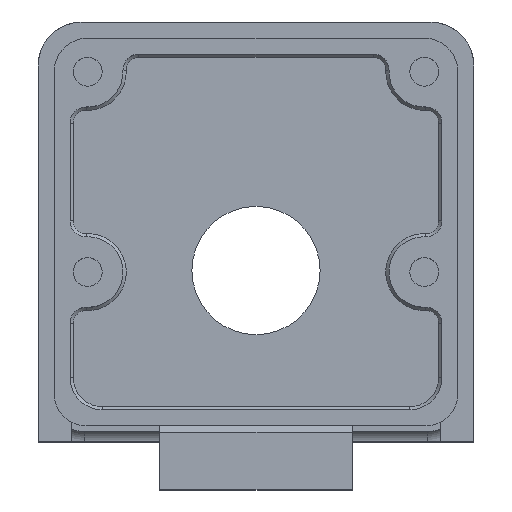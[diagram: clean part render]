
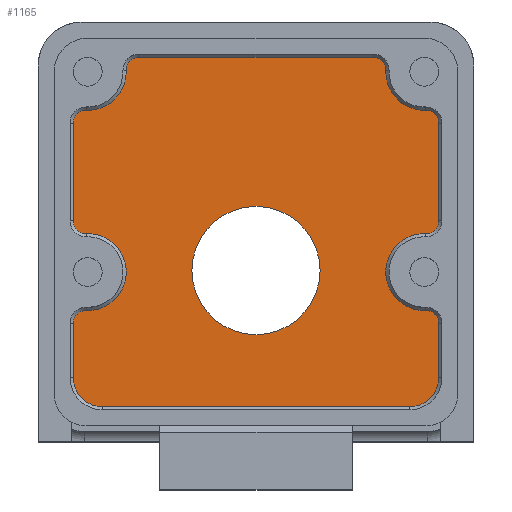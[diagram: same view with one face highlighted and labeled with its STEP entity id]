
A CAD part, top view. The second image highlights one B-rep face of the part: STEP entity #1165.
In plain terms, the highlighted planar face has unit normal (0, 0, 1).
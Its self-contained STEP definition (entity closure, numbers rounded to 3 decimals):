
#497 = VERTEX_POINT('',#498);
#498 = CARTESIAN_POINT('',(9.,42.1,9.5));
#504 = EDGE_CURVE('',#497,#497,#505,.T.);
#505 = CIRCLE('',#506,4.);
#506 = AXIS2_PLACEMENT_3D('',#507,#508,#509);
#507 = CARTESIAN_POINT('',(5.,42.1,9.5));
#508 = DIRECTION('',(0.,0.,1.));
#509 = DIRECTION('',(1.,0.,0.));
#1165 = ADVANCED_FACE('',(#1166,#1342),#1345,.F.);
#1166 = FACE_BOUND('',#1167,.F.);
#1167 = EDGE_LOOP('',(#1168,#1178,#1187,#1196,#1205,#1213,#1222,#1231,
    #1240,#1248,#1257,#1266,#1275,#1283,#1292,#1301,#1310,#1318,#1327,
    #1335));
#1168 = ORIENTED_EDGE('',*,*,#1169,.T.);
#1169 = EDGE_CURVE('',#1170,#1172,#1174,.T.);
#1170 = VERTEX_POINT('',#1171);
#1171 = CARTESIAN_POINT('',(-6.4,35.4,9.5));
#1172 = VERTEX_POINT('',#1173);
#1173 = CARTESIAN_POINT('',(-6.4,38.802,9.5));
#1174 = LINE('',#1175,#1176);
#1175 = CARTESIAN_POINT('',(-6.4,35.4,9.5));
#1176 = VECTOR('',#1177,1.);
#1177 = DIRECTION('',(0.,1.,0.));
#1178 = ORIENTED_EDGE('',*,*,#1179,.T.);
#1179 = EDGE_CURVE('',#1172,#1180,#1182,.T.);
#1180 = VERTEX_POINT('',#1181);
#1181 = CARTESIAN_POINT('',(-5.575,39.601,9.5));
#1182 = CIRCLE('',#1183,0.8);
#1183 = AXIS2_PLACEMENT_3D('',#1184,#1185,#1186);
#1184 = CARTESIAN_POINT('',(-5.6,38.802,9.5));
#1185 = DIRECTION('',(0.,0.,-1.));
#1186 = DIRECTION('',(-1.,0.,0.));
#1187 = ORIENTED_EDGE('',*,*,#1188,.T.);
#1188 = EDGE_CURVE('',#1180,#1189,#1191,.T.);
#1189 = VERTEX_POINT('',#1190);
#1190 = CARTESIAN_POINT('',(-5.575,44.399,9.5));
#1191 = CIRCLE('',#1192,2.4);
#1192 = AXIS2_PLACEMENT_3D('',#1193,#1194,#1195);
#1193 = CARTESIAN_POINT('',(-5.5,42.,9.5));
#1194 = DIRECTION('',(-0.,0.,1.));
#1195 = DIRECTION('',(-0.031,-1.,-0.));
#1196 = ORIENTED_EDGE('',*,*,#1197,.T.);
#1197 = EDGE_CURVE('',#1189,#1198,#1200,.T.);
#1198 = VERTEX_POINT('',#1199);
#1199 = CARTESIAN_POINT('',(-6.4,45.198,9.5));
#1200 = CIRCLE('',#1201,0.8);
#1201 = AXIS2_PLACEMENT_3D('',#1202,#1203,#1204);
#1202 = CARTESIAN_POINT('',(-5.6,45.198,9.5));
#1203 = DIRECTION('',(0.,0.,-1.));
#1204 = DIRECTION('',(0.031,-1.,0.));
#1205 = ORIENTED_EDGE('',*,*,#1206,.T.);
#1206 = EDGE_CURVE('',#1198,#1207,#1209,.T.);
#1207 = VERTEX_POINT('',#1208);
#1208 = CARTESIAN_POINT('',(-6.4,51.302,9.5));
#1209 = LINE('',#1210,#1211);
#1210 = CARTESIAN_POINT('',(-6.4,45.198,9.5));
#1211 = VECTOR('',#1212,1.);
#1212 = DIRECTION('',(0.,1.,0.));
#1213 = ORIENTED_EDGE('',*,*,#1214,.T.);
#1214 = EDGE_CURVE('',#1207,#1215,#1217,.T.);
#1215 = VERTEX_POINT('',#1216);
#1216 = CARTESIAN_POINT('',(-5.575,52.101,9.5));
#1217 = CIRCLE('',#1218,0.8);
#1218 = AXIS2_PLACEMENT_3D('',#1219,#1220,#1221);
#1219 = CARTESIAN_POINT('',(-5.6,51.302,9.5));
#1220 = DIRECTION('',(0.,0.,-1.));
#1221 = DIRECTION('',(-1.,0.,0.));
#1222 = ORIENTED_EDGE('',*,*,#1223,.T.);
#1223 = EDGE_CURVE('',#1215,#1224,#1226,.T.);
#1224 = VERTEX_POINT('',#1225);
#1225 = CARTESIAN_POINT('',(-3.101,54.575,9.5));
#1226 = CIRCLE('',#1227,2.4);
#1227 = AXIS2_PLACEMENT_3D('',#1228,#1229,#1230);
#1228 = CARTESIAN_POINT('',(-5.5,54.5,9.5));
#1229 = DIRECTION('',(-0.,0.,1.));
#1230 = DIRECTION('',(-0.031,-1.,-0.));
#1231 = ORIENTED_EDGE('',*,*,#1232,.T.);
#1232 = EDGE_CURVE('',#1224,#1233,#1235,.T.);
#1233 = VERTEX_POINT('',#1234);
#1234 = CARTESIAN_POINT('',(-2.302,55.4,9.5));
#1235 = CIRCLE('',#1236,0.8);
#1236 = AXIS2_PLACEMENT_3D('',#1237,#1238,#1239);
#1237 = CARTESIAN_POINT('',(-2.302,54.6,9.5));
#1238 = DIRECTION('',(0.,0.,-1.));
#1239 = DIRECTION('',(-1.,-0.031,-0.));
#1240 = ORIENTED_EDGE('',*,*,#1241,.T.);
#1241 = EDGE_CURVE('',#1233,#1242,#1244,.T.);
#1242 = VERTEX_POINT('',#1243);
#1243 = CARTESIAN_POINT('',(12.302,55.4,9.5));
#1244 = LINE('',#1245,#1246);
#1245 = CARTESIAN_POINT('',(-2.302,55.4,9.5));
#1246 = VECTOR('',#1247,1.);
#1247 = DIRECTION('',(1.,0.,0.));
#1248 = ORIENTED_EDGE('',*,*,#1249,.T.);
#1249 = EDGE_CURVE('',#1242,#1250,#1252,.T.);
#1250 = VERTEX_POINT('',#1251);
#1251 = CARTESIAN_POINT('',(13.101,54.575,9.5));
#1252 = CIRCLE('',#1253,0.8);
#1253 = AXIS2_PLACEMENT_3D('',#1254,#1255,#1256);
#1254 = CARTESIAN_POINT('',(12.302,54.6,9.5));
#1255 = DIRECTION('',(0.,0.,-1.));
#1256 = DIRECTION('',(0.,1.,0.));
#1257 = ORIENTED_EDGE('',*,*,#1258,.T.);
#1258 = EDGE_CURVE('',#1250,#1259,#1261,.T.);
#1259 = VERTEX_POINT('',#1260);
#1260 = CARTESIAN_POINT('',(15.575,52.101,9.5));
#1261 = CIRCLE('',#1262,2.4);
#1262 = AXIS2_PLACEMENT_3D('',#1263,#1264,#1265);
#1263 = CARTESIAN_POINT('',(15.5,54.5,9.5));
#1264 = DIRECTION('',(0.,-0.,1.));
#1265 = DIRECTION('',(-1.,0.031,0.));
#1266 = ORIENTED_EDGE('',*,*,#1267,.T.);
#1267 = EDGE_CURVE('',#1259,#1268,#1270,.T.);
#1268 = VERTEX_POINT('',#1269);
#1269 = CARTESIAN_POINT('',(16.4,51.302,9.5));
#1270 = CIRCLE('',#1271,0.8);
#1271 = AXIS2_PLACEMENT_3D('',#1272,#1273,#1274);
#1272 = CARTESIAN_POINT('',(15.6,51.302,9.5));
#1273 = DIRECTION('',(0.,0.,-1.));
#1274 = DIRECTION('',(-0.031,1.,0.));
#1275 = ORIENTED_EDGE('',*,*,#1276,.T.);
#1276 = EDGE_CURVE('',#1268,#1277,#1279,.T.);
#1277 = VERTEX_POINT('',#1278);
#1278 = CARTESIAN_POINT('',(16.4,45.198,9.5));
#1279 = LINE('',#1280,#1281);
#1280 = CARTESIAN_POINT('',(16.4,51.302,9.5));
#1281 = VECTOR('',#1282,1.);
#1282 = DIRECTION('',(0.,-1.,0.));
#1283 = ORIENTED_EDGE('',*,*,#1284,.T.);
#1284 = EDGE_CURVE('',#1277,#1285,#1287,.T.);
#1285 = VERTEX_POINT('',#1286);
#1286 = CARTESIAN_POINT('',(15.575,44.399,9.5));
#1287 = CIRCLE('',#1288,0.8);
#1288 = AXIS2_PLACEMENT_3D('',#1289,#1290,#1291);
#1289 = CARTESIAN_POINT('',(15.6,45.198,9.5));
#1290 = DIRECTION('',(0.,0.,-1.));
#1291 = DIRECTION('',(1.,0.,0.));
#1292 = ORIENTED_EDGE('',*,*,#1293,.T.);
#1293 = EDGE_CURVE('',#1285,#1294,#1296,.T.);
#1294 = VERTEX_POINT('',#1295);
#1295 = CARTESIAN_POINT('',(15.575,39.601,9.5));
#1296 = CIRCLE('',#1297,2.4);
#1297 = AXIS2_PLACEMENT_3D('',#1298,#1299,#1300);
#1298 = CARTESIAN_POINT('',(15.5,42.,9.5));
#1299 = DIRECTION('',(0.,-0.,1.));
#1300 = DIRECTION('',(0.031,1.,0.));
#1301 = ORIENTED_EDGE('',*,*,#1302,.T.);
#1302 = EDGE_CURVE('',#1294,#1303,#1305,.T.);
#1303 = VERTEX_POINT('',#1304);
#1304 = CARTESIAN_POINT('',(16.4,38.802,9.5));
#1305 = CIRCLE('',#1306,0.8);
#1306 = AXIS2_PLACEMENT_3D('',#1307,#1308,#1309);
#1307 = CARTESIAN_POINT('',(15.6,38.802,9.5));
#1308 = DIRECTION('',(0.,0.,-1.));
#1309 = DIRECTION('',(-0.031,1.,0.));
#1310 = ORIENTED_EDGE('',*,*,#1311,.T.);
#1311 = EDGE_CURVE('',#1303,#1312,#1314,.T.);
#1312 = VERTEX_POINT('',#1313);
#1313 = CARTESIAN_POINT('',(16.4,35.4,9.5));
#1314 = LINE('',#1315,#1316);
#1315 = CARTESIAN_POINT('',(16.4,38.802,9.5));
#1316 = VECTOR('',#1317,1.);
#1317 = DIRECTION('',(0.,-1.,0.));
#1318 = ORIENTED_EDGE('',*,*,#1319,.T.);
#1319 = EDGE_CURVE('',#1312,#1320,#1322,.T.);
#1320 = VERTEX_POINT('',#1321);
#1321 = CARTESIAN_POINT('',(14.6,33.6,9.5));
#1322 = CIRCLE('',#1323,1.8);
#1323 = AXIS2_PLACEMENT_3D('',#1324,#1325,#1326);
#1324 = CARTESIAN_POINT('',(14.6,35.4,9.5));
#1325 = DIRECTION('',(0.,0.,-1.));
#1326 = DIRECTION('',(1.,0.,0.));
#1327 = ORIENTED_EDGE('',*,*,#1328,.T.);
#1328 = EDGE_CURVE('',#1320,#1329,#1331,.T.);
#1329 = VERTEX_POINT('',#1330);
#1330 = CARTESIAN_POINT('',(-4.6,33.6,9.5));
#1331 = LINE('',#1332,#1333);
#1332 = CARTESIAN_POINT('',(14.6,33.6,9.5));
#1333 = VECTOR('',#1334,1.);
#1334 = DIRECTION('',(-1.,0.,0.));
#1335 = ORIENTED_EDGE('',*,*,#1336,.T.);
#1336 = EDGE_CURVE('',#1329,#1170,#1337,.T.);
#1337 = CIRCLE('',#1338,1.8);
#1338 = AXIS2_PLACEMENT_3D('',#1339,#1340,#1341);
#1339 = CARTESIAN_POINT('',(-4.6,35.4,9.5));
#1340 = DIRECTION('',(0.,0.,-1.));
#1341 = DIRECTION('',(0.,-1.,0.));
#1342 = FACE_BOUND('',#1343,.F.);
#1343 = EDGE_LOOP('',(#1344));
#1344 = ORIENTED_EDGE('',*,*,#504,.T.);
#1345 = PLANE('',#1346);
#1346 = AXIS2_PLACEMENT_3D('',#1347,#1348,#1349);
#1347 = CARTESIAN_POINT('',(5.,44.5,9.5));
#1348 = DIRECTION('',(-0.,-0.,-1.));
#1349 = DIRECTION('',(-1.,0.,0.));
